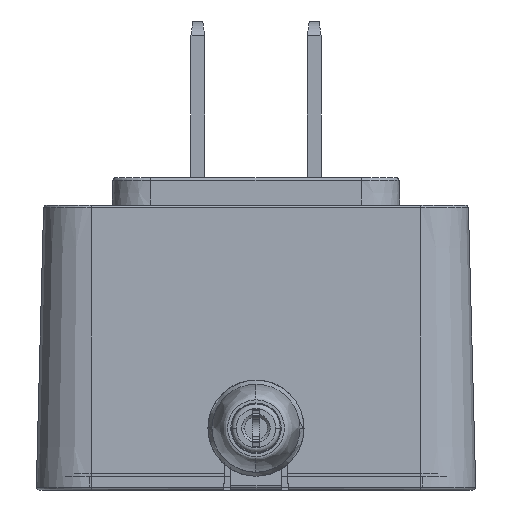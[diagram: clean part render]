
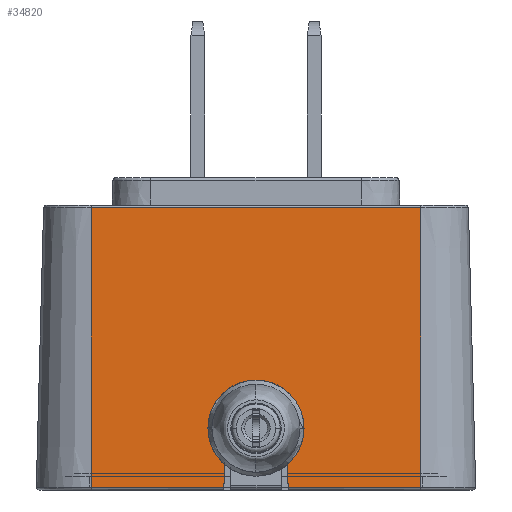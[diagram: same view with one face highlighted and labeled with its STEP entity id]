
A CAD part, left-side view. The second image highlights one B-rep face of the part: STEP entity #34820.
In plain terms, the highlighted planar face has unit normal (-1, 0, 0.026).
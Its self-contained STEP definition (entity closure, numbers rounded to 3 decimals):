
#1278 = CARTESIAN_POINT ( 'NONE',  ( -63.165, 18., -0.292 ) ) ;
#3046 = DIRECTION ( 'NONE',  ( 0., 1., 0. ) ) ;
#3612 = VECTOR ( 'NONE', #4591, 1000. ) ;
#4288 = VERTEX_POINT ( 'NONE', #9297 ) ;
#4307 = ORIENTED_EDGE ( 'NONE', *, *, #30719, .F. ) ;
#4399 = EDGE_CURVE ( 'NONE', #35909, #41936, #37182, .T. ) ;
#4447 = LINE ( 'NONE', #38545, #21866 ) ;
#4591 = DIRECTION ( 'NONE',  ( 0., 1., 0. ) ) ;
#5139 = DIRECTION ( 'NONE',  ( 0., -1., 0. ) ) ;
#5443 = VECTOR ( 'NONE', #16479, 1000. ) ;
#6928 = AXIS2_PLACEMENT_3D ( 'NONE', #35113, #34964, #10452 ) ;
#7953 = CARTESIAN_POINT ( 'NONE',  ( -63.165, 18., -0.292 ) ) ;
#9297 = CARTESIAN_POINT ( 'NONE',  ( -63.963, -3.504, -30.792 ) ) ;
#9467 = VERTEX_POINT ( 'NONE', #1278 ) ;
#9544 = ORIENTED_EDGE ( 'NONE', *, *, #27968, .T. ) ;
#10452 = DIRECTION ( 'NONE',  ( 0.026, 0., 1. ) ) ;
#10564 = EDGE_CURVE ( 'NONE', #15347, #9467, #21547, .T. ) ;
#10709 = VERTEX_POINT ( 'NONE', #32451 ) ;
#10765 = PLANE ( 'NONE',  #6928 ) ;
#11014 = ORIENTED_EDGE ( 'NONE', *, *, #26897, .T. ) ;
#11059 = VECTOR ( 'NONE', #28807, 1000. ) ;
#12518 = LINE ( 'NONE', #44672, #5443 ) ;
#12979 = FACE_OUTER_BOUND ( 'NONE', #20883, .T. ) ;
#14036 = ORIENTED_EDGE ( 'NONE', *, *, #43605, .F. ) ;
#14245 = CARTESIAN_POINT ( 'NONE',  ( -63.963, 3.504, -30.792 ) ) ;
#14403 = ORIENTED_EDGE ( 'NONE', *, *, #25836, .F. ) ;
#15347 = VERTEX_POINT ( 'NONE', #20776 ) ;
#15935 = DIRECTION ( 'NONE',  ( 0.026, 0., 1. ) ) ;
#16479 = DIRECTION ( 'NONE',  ( -0.026, 0.026, -0.999 ) ) ;
#16836 = VECTOR ( 'NONE', #15935, 1000. ) ;
#16851 = VERTEX_POINT ( 'NONE', #14245 ) ;
#20288 = VECTOR ( 'NONE', #42453, 1000. ) ;
#20397 = CARTESIAN_POINT ( 'NONE',  ( -63.709, 3.25, -21.1 ) ) ;
#20776 = CARTESIAN_POINT ( 'NONE',  ( -63.165, -18., -0.292 ) ) ;
#20883 = EDGE_LOOP ( 'NONE', ( #4307, #9544, #14036, #40582, #14403, #11014, #38601, #42780 ) ) ;
#21547 = LINE ( 'NONE', #7953, #3612 ) ;
#21866 = VECTOR ( 'NONE', #30909, 1000. ) ;
#23609 = LINE ( 'NONE', #25334, #11059 ) ;
#24968 = LINE ( 'NONE', #29128, #16836 ) ;
#25334 = CARTESIAN_POINT ( 'NONE',  ( -63.708, -3.248, -21.028 ) ) ;
#25836 = EDGE_CURVE ( 'NONE', #4288, #35909, #23609, .T. ) ;
#26897 = EDGE_CURVE ( 'NONE', #4288, #10709, #33951, .T. ) ;
#27968 = EDGE_CURVE ( 'NONE', #34489, #16851, #42687, .T. ) ;
#28202 = CARTESIAN_POINT ( 'NONE',  ( -63.963, -18., -30.792 ) ) ;
#28807 = DIRECTION ( 'NONE',  ( 0.026, 0.026, 0.999 ) ) ;
#29128 = CARTESIAN_POINT ( 'NONE',  ( -63.971, 18., -31.1 ) ) ;
#30719 = EDGE_CURVE ( 'NONE', #34489, #9467, #24968, .T. ) ;
#30909 = DIRECTION ( 'NONE',  ( 0.026, 0., 1. ) ) ;
#32451 = CARTESIAN_POINT ( 'NONE',  ( -63.963, -18., -30.792 ) ) ;
#33951 = LINE ( 'NONE', #28202, #20288 ) ;
#34489 = VERTEX_POINT ( 'NONE', #38833 ) ;
#34797 = CARTESIAN_POINT ( 'NONE',  ( -63.709, -3.25, -21.1 ) ) ;
#34820 = ADVANCED_FACE ( 'NONE', ( #12979 ), #10765, .T. ) ;
#34964 = DIRECTION ( 'NONE',  ( -1., 0., 0.026 ) ) ;
#35113 = CARTESIAN_POINT ( 'NONE',  ( -63.971, -18., -31.1 ) ) ;
#35909 = VERTEX_POINT ( 'NONE', #34797 ) ;
#37182 = LINE ( 'NONE', #37304, #42707 ) ;
#37304 = CARTESIAN_POINT ( 'NONE',  ( -63.709, -3.25, -21.1 ) ) ;
#38545 = CARTESIAN_POINT ( 'NONE',  ( -63.971, -18., -31.1 ) ) ;
#38601 = ORIENTED_EDGE ( 'NONE', *, *, #40399, .T. ) ;
#38833 = CARTESIAN_POINT ( 'NONE',  ( -63.963, 18., -30.792 ) ) ;
#39920 = VECTOR ( 'NONE', #5139, 1000. ) ;
#40399 = EDGE_CURVE ( 'NONE', #10709, #15347, #4447, .T. ) ;
#40582 = ORIENTED_EDGE ( 'NONE', *, *, #4399, .F. ) ;
#41936 = VERTEX_POINT ( 'NONE', #20397 ) ;
#42453 = DIRECTION ( 'NONE',  ( 0., -1., 0. ) ) ;
#42687 = LINE ( 'NONE', #43410, #39920 ) ;
#42707 = VECTOR ( 'NONE', #3046, 1000. ) ;
#42780 = ORIENTED_EDGE ( 'NONE', *, *, #10564, .T. ) ;
#43410 = CARTESIAN_POINT ( 'NONE',  ( -63.963, -18., -30.792 ) ) ;
#43605 = EDGE_CURVE ( 'NONE', #41936, #16851, #12518, .T. ) ;
#44672 = CARTESIAN_POINT ( 'NONE',  ( -63.708, 3.248, -21.028 ) ) ;
